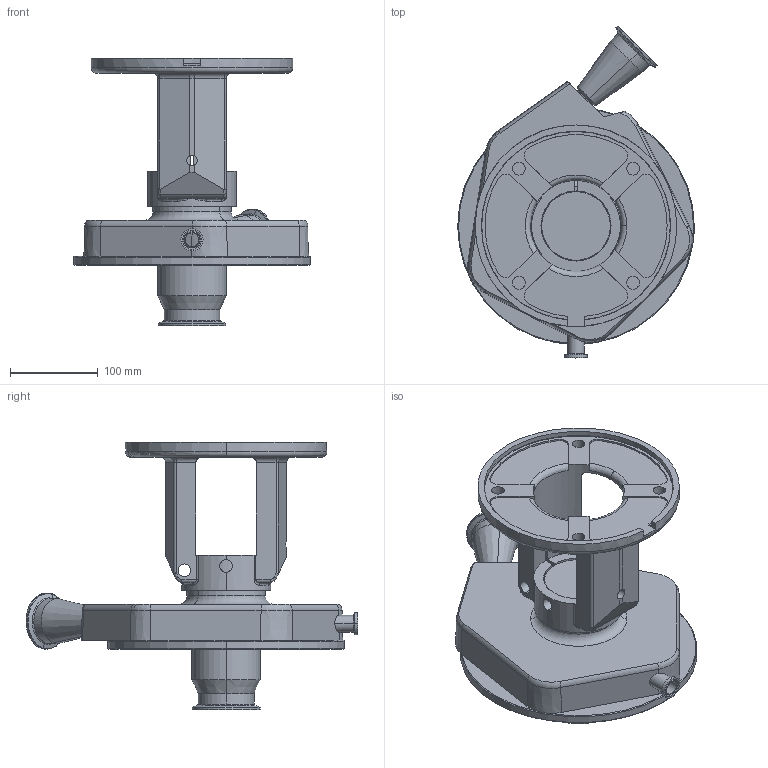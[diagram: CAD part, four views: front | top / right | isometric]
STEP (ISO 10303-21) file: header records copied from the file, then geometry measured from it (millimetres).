
FILE_DESCRIPTION (( 'STEP AP214' ), '1' );
FILE_NAME ('FPR 741-742 180-250TC 45L 3-4 IN STR DRAIN.STEP', '2023-01-10T20:54:59', ( '' ), ( '' ), 'SwSTEP 2.0', 'SolidWorks 2021', '' );
FILE_SCHEMA (( 'AUTOMOTIVE_DESIGN' ));
Length unit declared in the file: millimetre
Products named in the file (1): FPR 741-742 180-250TC 45L 3-4 IN STR DRAIN
Bounding box: 270 x 378.82 x 305 mm (x, y, z)
Volume: 2761459.3 mm3; surface area: 510346.9 mm2
Topology: 1 solids, 6 shells, 397 faces, 973 edges, 579 vertices
Faces by surface type: cylinder 143, torus 90, plane 86, cone 65, bspline 9, sphere 4
Entity records: 13281 total; most frequent: CARTESIAN_POINT 3822, DIRECTION 2141, ORIENTED_EDGE 1910, EDGE_CURVE 955, AXIS2_PLACEMENT_3D 896, VERTEX_POINT 578, CIRCLE 507, EDGE_LOOP 433
